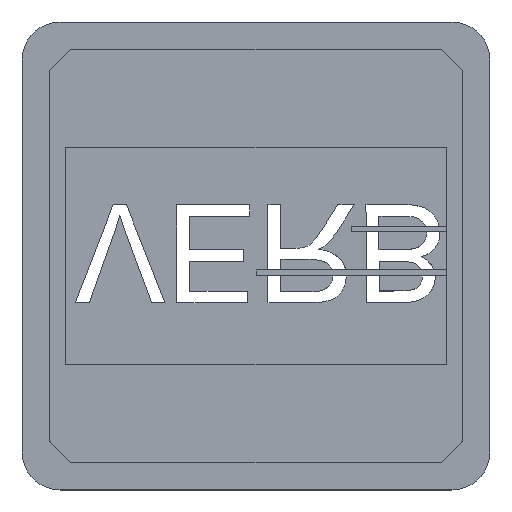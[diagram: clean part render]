
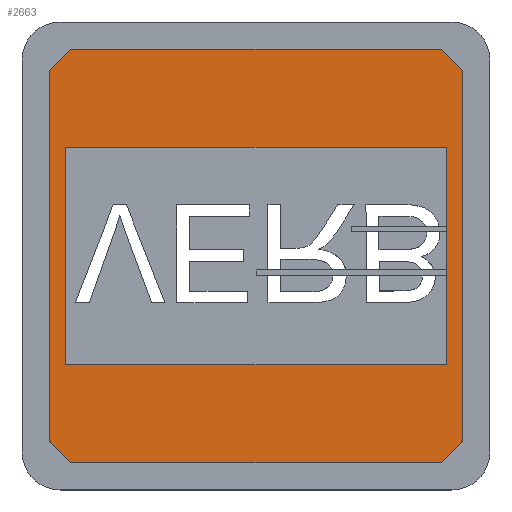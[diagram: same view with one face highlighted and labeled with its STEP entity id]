
A CAD part, top view. The second image highlights one B-rep face of the part: STEP entity #2663.
In plain terms, the highlighted planar face has unit normal (0, 0, 1).
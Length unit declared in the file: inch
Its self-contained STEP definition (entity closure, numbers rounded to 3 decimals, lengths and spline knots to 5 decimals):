
#22=FACE_BOUND('',#354,.T.);
#209=FACE_OUTER_BOUND('',#353,.T.);
#353=EDGE_LOOP('',(#2378,#2379,#2380,#2381,#2382,#2383,#2384,#2385));
#354=EDGE_LOOP('',(#2386,#2387,#2388,#2389));
#598=LINE('',#4658,#881);
#601=LINE('',#4663,#884);
#616=LINE('',#4699,#899);
#619=LINE('',#4704,#902);
#621=LINE('',#4708,#904);
#623=LINE('',#4712,#906);
#624=LINE('',#4715,#907);
#626=LINE('',#4718,#909);
#627=LINE('',#4721,#910);
#629=LINE('',#4725,#912);
#631=LINE('',#4729,#914);
#633=LINE('',#4732,#916);
#881=VECTOR('',#3194,0.3937);
#884=VECTOR('',#3199,0.3937);
#899=VECTOR('',#3230,0.3937);
#902=VECTOR('',#3235,0.3937);
#904=VECTOR('',#3239,0.3937);
#906=VECTOR('',#3243,0.3937);
#907=VECTOR('',#3246,0.3937);
#909=VECTOR('',#3250,0.3937);
#910=VECTOR('',#3253,0.3937);
#912=VECTOR('',#3257,0.3937);
#914=VECTOR('',#3261,0.3937);
#916=VECTOR('',#3265,0.3937);
#1238=VERTEX_POINT('',#4655);
#1239=VERTEX_POINT('',#4657);
#1240=VERTEX_POINT('',#4661);
#1252=VERTEX_POINT('',#4696);
#1253=VERTEX_POINT('',#4698);
#1254=VERTEX_POINT('',#4702);
#1255=VERTEX_POINT('',#4706);
#1256=VERTEX_POINT('',#4710);
#1257=VERTEX_POINT('',#4714);
#1258=VERTEX_POINT('',#4720);
#1259=VERTEX_POINT('',#4724);
#1260=VERTEX_POINT('',#4728);
#1603=EDGE_CURVE('',#1239,#1238,#598,.T.);
#1606=EDGE_CURVE('',#1238,#1240,#601,.T.);
#1623=EDGE_CURVE('',#1253,#1252,#616,.T.);
#1626=EDGE_CURVE('',#1252,#1254,#619,.T.);
#1628=EDGE_CURVE('',#1254,#1255,#621,.T.);
#1630=EDGE_CURVE('',#1255,#1256,#623,.T.);
#1631=EDGE_CURVE('',#1257,#1239,#624,.T.);
#1633=EDGE_CURVE('',#1240,#1257,#626,.T.);
#1634=EDGE_CURVE('',#1258,#1253,#627,.T.);
#1636=EDGE_CURVE('',#1259,#1258,#629,.T.);
#1638=EDGE_CURVE('',#1260,#1259,#631,.T.);
#1640=EDGE_CURVE('',#1256,#1260,#633,.T.);
#2378=ORIENTED_EDGE('',*,*,#1640,.T.);
#2379=ORIENTED_EDGE('',*,*,#1638,.T.);
#2380=ORIENTED_EDGE('',*,*,#1636,.T.);
#2381=ORIENTED_EDGE('',*,*,#1634,.T.);
#2382=ORIENTED_EDGE('',*,*,#1623,.T.);
#2383=ORIENTED_EDGE('',*,*,#1626,.T.);
#2384=ORIENTED_EDGE('',*,*,#1628,.T.);
#2385=ORIENTED_EDGE('',*,*,#1630,.T.);
#2386=ORIENTED_EDGE('',*,*,#1633,.T.);
#2387=ORIENTED_EDGE('',*,*,#1631,.T.);
#2388=ORIENTED_EDGE('',*,*,#1603,.T.);
#2389=ORIENTED_EDGE('',*,*,#1606,.T.);
#2532=PLANE('',#2790);
#2663=ADVANCED_FACE('',(#209,#22),#2532,.T.);
#2790=AXIS2_PLACEMENT_3D('',#4733,#3266,#3267);
#3194=DIRECTION('',(1.,0.,0.));
#3199=DIRECTION('',(0.,-1.,0.));
#3230=DIRECTION('',(0.707,0.707,0.));
#3235=DIRECTION('',(0.,1.,0.));
#3239=DIRECTION('',(-0.707,0.707,0.));
#3243=DIRECTION('',(-1.,0.,0.));
#3246=DIRECTION('',(0.,1.,0.));
#3250=DIRECTION('',(-1.,0.,0.));
#3253=DIRECTION('',(1.,0.,0.));
#3257=DIRECTION('',(0.707,-0.707,0.));
#3261=DIRECTION('',(0.,-1.,0.));
#3265=DIRECTION('',(-0.707,-0.707,0.));
#3266=DIRECTION('center_axis',(0.,0.,1.));
#3267=DIRECTION('ref_axis',(1.,0.,0.));
#4655=CARTESIAN_POINT('',(0.78,0.63,0.1));
#4657=CARTESIAN_POINT('',(0.08,0.63,0.1));
#4658=CARTESIAN_POINT('',(0.08,0.63,0.1));
#4661=CARTESIAN_POINT('',(0.78,0.23,0.1));
#4663=CARTESIAN_POINT('',(0.78,0.63,0.1));
#4696=CARTESIAN_POINT('',(0.81,0.09,0.1));
#4698=CARTESIAN_POINT('',(0.77,0.05,0.1));
#4699=CARTESIAN_POINT('',(0.81,0.09,0.1));
#4702=CARTESIAN_POINT('',(0.81,0.77,0.1));
#4704=CARTESIAN_POINT('',(0.81,0.77,0.1));
#4706=CARTESIAN_POINT('',(0.77,0.81,0.1));
#4708=CARTESIAN_POINT('',(0.77,0.81,0.1));
#4710=CARTESIAN_POINT('',(0.09,0.81,0.1));
#4712=CARTESIAN_POINT('',(0.09,0.81,0.1));
#4714=CARTESIAN_POINT('',(0.08,0.23,0.1));
#4715=CARTESIAN_POINT('',(0.08,0.23,0.1));
#4718=CARTESIAN_POINT('',(0.78,0.23,0.1));
#4720=CARTESIAN_POINT('',(0.09,0.05,0.1));
#4721=CARTESIAN_POINT('',(0.77,0.05,0.1));
#4724=CARTESIAN_POINT('',(0.05,0.09,0.1));
#4725=CARTESIAN_POINT('',(0.09,0.05,0.1));
#4728=CARTESIAN_POINT('',(0.05,0.77,0.1));
#4729=CARTESIAN_POINT('',(0.05,0.09,0.1));
#4732=CARTESIAN_POINT('',(0.09,0.81,0.1));
#4733=CARTESIAN_POINT('Origin',(0.43,0.43,0.1));
